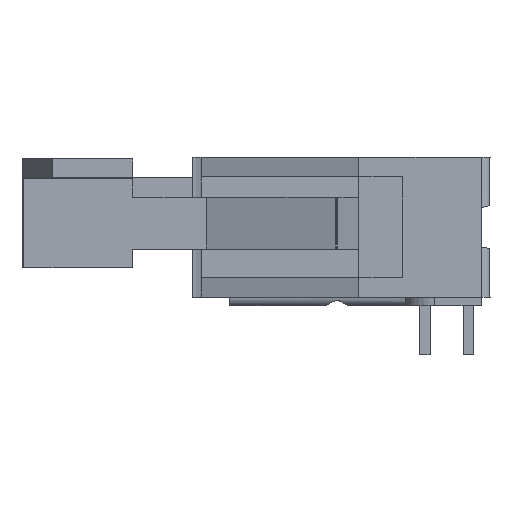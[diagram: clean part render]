
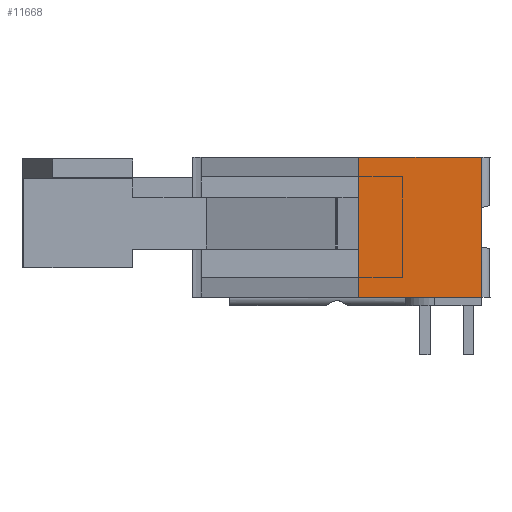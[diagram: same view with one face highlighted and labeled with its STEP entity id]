
A CAD part, left-side view. The second image highlights one B-rep face of the part: STEP entity #11668.
In plain terms, the highlighted planar face has unit normal (-1, 0, 0).
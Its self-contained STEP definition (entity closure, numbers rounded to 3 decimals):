
#295=PLANE($,#12593);
#986=FACE_OUTER_BOUND($,#1727,.T.);
#1727=EDGE_LOOP($,(#9042,#9043,#9044,#9045));
#2477=LINE($,#16797,#4001);
#2575=LINE($,#17003,#4099);
#2612=LINE($,#17090,#4136);
#2661=LINE($,#17196,#4185);
#4001=VECTOR($,#13590,8.128);
#4099=VECTOR($,#13776,7.112);
#4136=VECTOR($,#13841,7.112);
#4185=VECTOR($,#13942,8.128);
#5591=VERTEX_POINT($,#16794);
#5592=VERTEX_POINT($,#16796);
#5656=VERTEX_POINT($,#17002);
#5692=VERTEX_POINT($,#17088);
#6757=EDGE_CURVE($,#5592,#5591,#2477,.T.);
#6859=EDGE_CURVE($,#5592,#5656,#2575,.T.);
#6903=EDGE_CURVE($,#5692,#5591,#2612,.T.);
#6957=EDGE_CURVE($,#5656,#5692,#2661,.T.);
#9042=ORIENTED_EDGE($,*,*,#6903,.F.);
#9043=ORIENTED_EDGE($,*,*,#6957,.F.);
#9044=ORIENTED_EDGE($,*,*,#6859,.F.);
#9045=ORIENTED_EDGE($,*,*,#6757,.T.);
#11668=ADVANCED_FACE($,(#986),#295,.F.);
#12593=AXIS2_PLACEMENT_3D($,#17218,#13977,#13978);
#13590=DIRECTION($,(0.,0.,1.));
#13776=DIRECTION($,(0.,1.,0.));
#13841=DIRECTION($,(0.,-1.,0.));
#13942=DIRECTION($,(0.,0.,1.));
#13977=DIRECTION('center_axis',(1.,0.,0.));
#13978=DIRECTION('ref_axis',(0.,0.,-1.));
#16794=CARTESIAN_POINT('',(-31.307,-2.007,8.636));
#16796=CARTESIAN_POINT('',(-31.307,-2.007,0.508));
#16797=CARTESIAN_POINT($,(-31.307,-2.007,0.508));
#17002=CARTESIAN_POINT('',(-31.307,5.105,0.508));
#17003=CARTESIAN_POINT($,(-31.307,-2.007,0.508));
#17088=CARTESIAN_POINT('',(-31.307,5.105,8.636));
#17090=CARTESIAN_POINT($,(-31.307,-2.007,8.636));
#17196=CARTESIAN_POINT($,(-31.307,5.105,0.508));
#17218=CARTESIAN_POINT('Origin',(-31.307,5.105,0.508));
